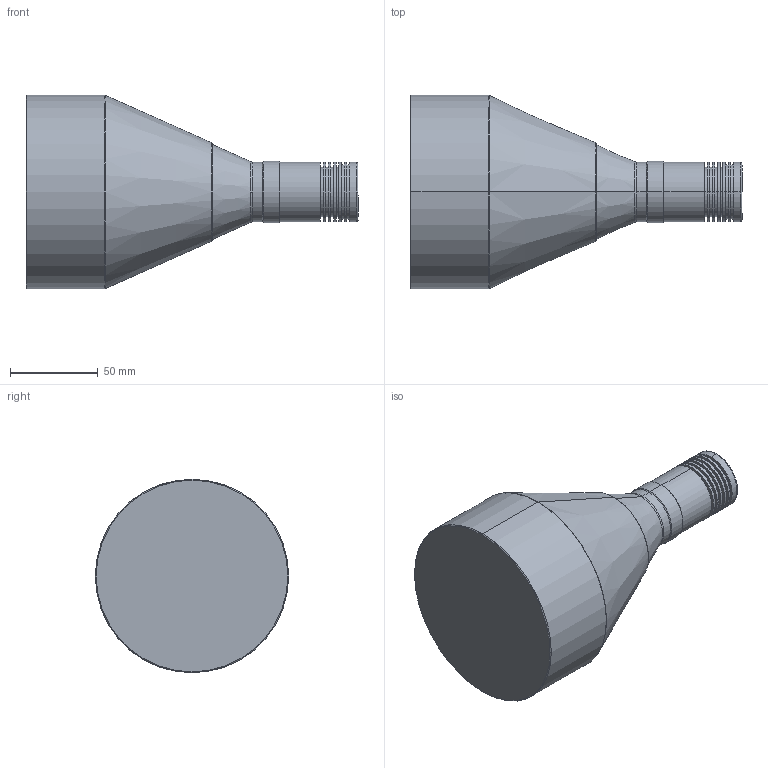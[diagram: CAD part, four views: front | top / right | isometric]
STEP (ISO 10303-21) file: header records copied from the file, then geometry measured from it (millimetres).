
FILE_DESCRIPTION (( 'STEP AP203' ), '1' );
FILE_NAME ('DTCL-80H.STEP', '2019-12-02T01:37:22', ( 'Windows 蚚誧' ), ( '' ), 'SwSTEP 2.0', 'SolidWorks 2017', '' );
FILE_SCHEMA (( 'CONFIG_CONTROL_DESIGN' ));
Length unit declared in the file: millimetre
Products named in the file (1): DTCL-80H
Bounding box: 188.8 x 110 x 110 mm (x, y, z)
Volume: 855165.5 mm3; surface area: 56019.8 mm2
Topology: 1 solids, 1 shells, 65 faces, 140 edges, 90 vertices
Faces by surface type: cylinder 32, plane 15, cone 10, bspline 8
Entity records: 2511 total; most frequent: CARTESIAN_POINT 995, DIRECTION 330, ORIENTED_EDGE 280, AXIS2_PLACEMENT_3D 144, EDGE_CURVE 140, VERTEX_POINT 90, CIRCLE 86, EDGE_LOOP 78
